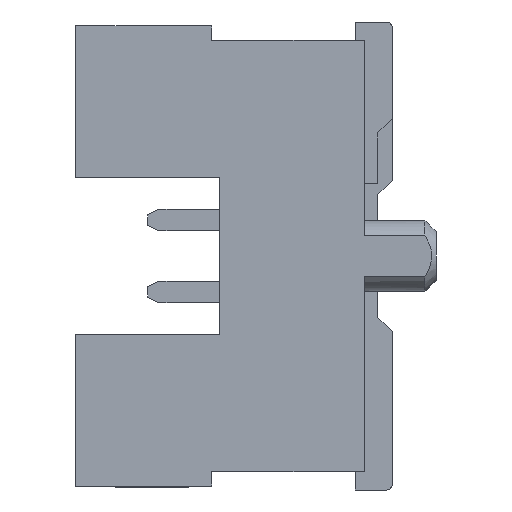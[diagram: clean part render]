
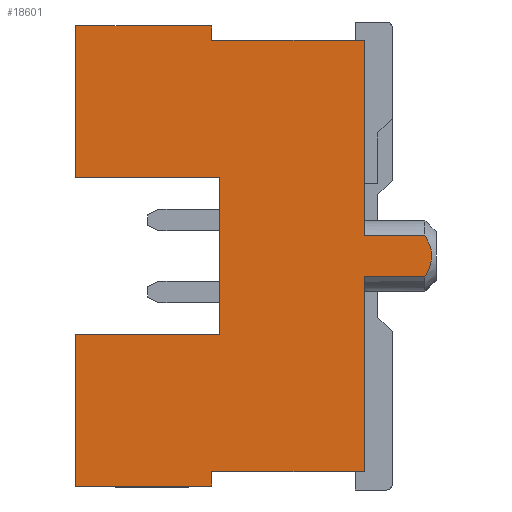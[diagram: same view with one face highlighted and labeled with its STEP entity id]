
A CAD part, left-side view. The second image highlights one B-rep face of the part: STEP entity #18601.
In plain terms, the highlighted planar face has unit normal (-1, 0, 0).
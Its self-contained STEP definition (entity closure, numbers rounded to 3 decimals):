
#1307=DIRECTION('',(0.,1.,0.));
#1308=VECTOR('',#1307,2.54);
#1309=CARTESIAN_POINT('',(-7.62,2.56,-1.395));
#1310=LINE('',#1309,#1308);
#1531=DIRECTION('',(0.,1.,0.));
#1532=VECTOR('',#1531,2.7);
#1533=CARTESIAN_POINT('',(-7.62,0.,3.81));
#1534=LINE('',#1533,#1532);
#1543=DIRECTION('',(0.,0.,1.));
#1544=VECTOR('',#1543,0.255);
#1545=CARTESIAN_POINT('',(-7.62,2.7,3.81));
#1546=LINE('',#1545,#1544);
#1559=DIRECTION('',(0.,-1.,0.));
#1560=VECTOR('',#1559,2.4);
#1561=CARTESIAN_POINT('',(-7.62,5.1,4.065));
#1562=LINE('',#1561,#1560);
#1563=DIRECTION('',(0.,0.,1.));
#1564=VECTOR('',#1563,3.44);
#1565=CARTESIAN_POINT('',(-7.62,0.,-3.81));
#1566=LINE('',#1565,#1564);
#1567=DIRECTION('',(0.,0.,-1.));
#1568=VECTOR('',#1567,2.67);
#1569=CARTESIAN_POINT('',(-7.62,5.1,-1.395));
#1570=LINE('',#1569,#1568);
#1571=DIRECTION('',(0.,-1.,0.));
#1572=VECTOR('',#1571,2.54);
#1573=CARTESIAN_POINT('',(-7.62,5.1,1.395));
#1574=LINE('',#1573,#1572);
#1575=DIRECTION('',(0.,0.,-1.));
#1576=VECTOR('',#1575,2.67);
#1577=CARTESIAN_POINT('',(-7.62,5.1,4.065));
#1578=LINE('',#1577,#1576);
#1579=DIRECTION('',(0.,0.,1.));
#1580=VECTOR('',#1579,3.44);
#1581=CARTESIAN_POINT('',(-7.62,0.,0.37));
#1582=LINE('',#1581,#1580);
#1603=DIRECTION('',(0.,1.,0.));
#1604=VECTOR('',#1603,1.07);
#1605=CARTESIAN_POINT('',(-7.62,-1.07,
0.37));
#1606=LINE('',#1605,#1604);
#1607=DIRECTION('',(0.,-1.,0.));
#1608=VECTOR('',#1607,1.07);
#1609=CARTESIAN_POINT('',(-7.62,0.,-0.37));
#1610=LINE('',#1609,#1608);
#1623=CARTESIAN_POINT('',(-7.62,-1.07,
-0.37));
#1624=CARTESIAN_POINT('',(-7.62,-1.093,
-0.33));
#1625=CARTESIAN_POINT('',(-7.62,-1.133,
-0.254));
#1626=CARTESIAN_POINT('',(-7.62,-1.172,
-0.148));
#1627=CARTESIAN_POINT('',(-7.62,-1.191,
-0.049));
#1628=CARTESIAN_POINT('',(-7.62,-1.191,
0.049));
#1629=CARTESIAN_POINT('',(-7.62,-1.172,
0.148));
#1630=CARTESIAN_POINT('',(-7.62,-1.133,
0.254));
#1631=CARTESIAN_POINT('',(-7.62,-1.093,
0.33));
#1632=CARTESIAN_POINT('',(-7.62,-1.07,
0.37));
#1667=DIRECTION('',(0.,-1.,0.));
#1668=VECTOR('',#1667,2.7);
#1669=CARTESIAN_POINT('',(-7.62,2.7,-3.81));
#1670=LINE('',#1669,#1668);
#1695=DIRECTION('',(0.,0.,1.));
#1696=VECTOR('',#1695,0.255);
#1697=CARTESIAN_POINT('',(-7.62,2.7,-4.065));
#1698=LINE('',#1697,#1696);
#1707=DIRECTION('',(0.,1.,0.));
#1708=VECTOR('',#1707,2.4);
#1709=CARTESIAN_POINT('',(-7.62,2.7,-4.065));
#1710=LINE('',#1709,#1708);
#2623=DIRECTION('',(0.,0.,-1.));
#2624=VECTOR('',#2623,2.79);
#2625=CARTESIAN_POINT('',(-7.62,2.56,1.395));
#2626=LINE('',#2625,#2624);
#14977=CARTESIAN_POINT('',(-7.62,0.,3.81));
#14978=VERTEX_POINT('',#14977);
#14979=CARTESIAN_POINT('',(-7.62,0.,0.37));
#14980=VERTEX_POINT('',#14979);
#14981=CARTESIAN_POINT('',(-7.62,0.,-0.37));
#14982=VERTEX_POINT('',#14981);
#14983=CARTESIAN_POINT('',(-7.62,0.,-3.81));
#14984=VERTEX_POINT('',#14983);
#15347=CARTESIAN_POINT('',(-7.62,5.1,4.065));
#15348=VERTEX_POINT('',#15347);
#15349=CARTESIAN_POINT('',(-7.62,5.1,1.395));
#15350=VERTEX_POINT('',#15349);
#15353=CARTESIAN_POINT('',(-7.62,5.1,-1.395));
#15354=VERTEX_POINT('',#15353);
#15355=CARTESIAN_POINT('',(-7.62,5.1,-4.065));
#15356=VERTEX_POINT('',#15355);
#15369=CARTESIAN_POINT('',(-7.62,2.56,1.395));
#15370=VERTEX_POINT('',#15369);
#15371=CARTESIAN_POINT('',(-7.62,-1.07,
0.37));
#15372=VERTEX_POINT('',#15371);
#15373=VERTEX_POINT('',#1623);
#15374=CARTESIAN_POINT('',(-7.62,2.7,-3.81));
#15375=VERTEX_POINT('',#15374);
#15376=CARTESIAN_POINT('',(-7.62,2.7,-4.065));
#15377=VERTEX_POINT('',#15376);
#15378=CARTESIAN_POINT('',(-7.62,2.56,-1.395));
#15379=VERTEX_POINT('',#15378);
#15380=CARTESIAN_POINT('',(-7.62,2.7,4.065));
#15381=VERTEX_POINT('',#15380);
#15382=CARTESIAN_POINT('',(-7.62,2.7,3.81));
#15383=VERTEX_POINT('',#15382);
#18571=CARTESIAN_POINT('',(-7.62,1.954,0.));
#18572=DIRECTION('',(1.,0.,0.));
#18573=DIRECTION('',(0.,0.,1.));
#18574=AXIS2_PLACEMENT_3D('',#18571,#18572,#18573);
#18575=PLANE('',#18574);
#18577=ORIENTED_EDGE('',*,*,#18576,.F.);
#18579=ORIENTED_EDGE('',*,*,#18578,.F.);
#18581=ORIENTED_EDGE('',*,*,#18580,.F.);
#18582=ORIENTED_EDGE('',*,*,#16847,.F.);
#18584=ORIENTED_EDGE('',*,*,#18583,.F.);
#18586=ORIENTED_EDGE('',*,*,#18585,.F.);
#18588=ORIENTED_EDGE('',*,*,#18587,.T.);
#18589=ORIENTED_EDGE('',*,*,#18225,.F.);
#18590=ORIENTED_EDGE('',*,*,#18263,.F.);
#18592=ORIENTED_EDGE('',*,*,#18591,.F.);
#18593=ORIENTED_EDGE('',*,*,#18312,.F.);
#18594=ORIENTED_EDGE('',*,*,#18336,.F.);
#18595=ORIENTED_EDGE('',*,*,#18566,.T.);
#18596=ORIENTED_EDGE('',*,*,#18553,.F.);
#18597=ORIENTED_EDGE('',*,*,#18539,.F.);
#18598=ORIENTED_EDGE('',*,*,#16851,.F.);
#18599=EDGE_LOOP('',(#18577,#18579,#18581,#18582,#18584,#18586,#18588,#18589,
#18590,#18592,#18593,#18594,#18595,#18596,#18597,#18598));
#18600=FACE_OUTER_BOUND('',#18599,.F.);
#18601=ADVANCED_FACE('',(#18600),#18575,.F.);
#1633=B_SPLINE_CURVE_WITH_KNOTS('',3,(#1623,#1624,#1625,#1626,#1627,#1628,#1629,
#1630,#1631,#1632),.UNSPECIFIED.,.F.,.F.,(4,1,1,1,1,1,1,4),(0.,
0.143,0.286,0.429,0.571,
0.714,0.857,1.),.UNSPECIFIED.);
#16847=EDGE_CURVE('',#14984,#14982,#1566,.T.);
#16851=EDGE_CURVE('',#14980,#14978,#1582,.T.);
#18225=EDGE_CURVE('',#15354,#15356,#1570,.T.);
#18263=EDGE_CURVE('',#15379,#15354,#1310,.T.);
#18312=EDGE_CURVE('',#15350,#15370,#1574,.T.);
#18336=EDGE_CURVE('',#15348,#15350,#1578,.T.);
#18539=EDGE_CURVE('',#14978,#15383,#1534,.T.);
#18553=EDGE_CURVE('',#15383,#15381,#1546,.T.);
#18566=EDGE_CURVE('',#15348,#15381,#1562,.T.);
#18576=EDGE_CURVE('',#15372,#14980,#1606,.T.);
#18578=EDGE_CURVE('',#15373,#15372,#1633,.T.);
#18580=EDGE_CURVE('',#14982,#15373,#1610,.T.);
#18583=EDGE_CURVE('',#15375,#14984,#1670,.T.);
#18585=EDGE_CURVE('',#15377,#15375,#1698,.T.);
#18587=EDGE_CURVE('',#15377,#15356,#1710,.T.);
#18591=EDGE_CURVE('',#15370,#15379,#2626,.T.);
